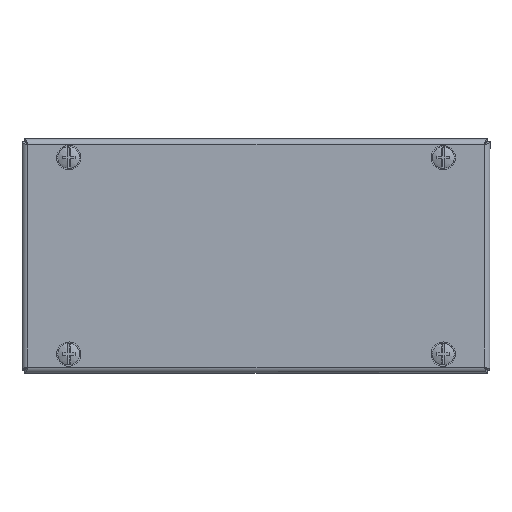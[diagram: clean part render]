
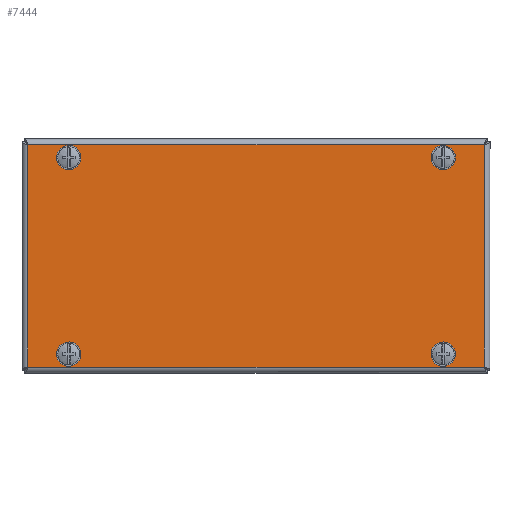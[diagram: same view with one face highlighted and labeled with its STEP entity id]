
A CAD part, top view. The second image highlights one B-rep face of the part: STEP entity #7444.
In plain terms, the highlighted face is planar.
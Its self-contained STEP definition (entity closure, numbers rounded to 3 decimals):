
#506=LINE('',#11039,#1102);
#507=LINE('',#11041,#1103);
#508=LINE('',#11043,#1104);
#509=LINE('',#11044,#1105);
#1102=VECTOR('',#8816,1000.);
#1103=VECTOR('',#8817,1000.);
#1104=VECTOR('',#8818,1000.);
#1105=VECTOR('',#8819,1000.);
#1695=PLANE('',#7979);
#1917=FACE_BOUND('',#2532,.T.);
#1918=FACE_BOUND('',#2533,.T.);
#1919=FACE_BOUND('',#2534,.T.);
#1920=FACE_BOUND('',#2535,.T.);
#2009=FACE_OUTER_BOUND('',#2531,.T.);
#2531=EDGE_LOOP('',(#5140,#5141,#5142,#5143));
#2532=EDGE_LOOP('',(#5144));
#2533=EDGE_LOOP('',(#5145));
#2534=EDGE_LOOP('',(#5146));
#2535=EDGE_LOOP('',(#5147));
#3128=CIRCLE('',#7968,4.);
#3130=CIRCLE('',#7971,4.);
#3132=CIRCLE('',#7974,4.);
#3134=CIRCLE('',#7977,4.);
#3408=VERTEX_POINT('',#11010);
#3410=VERTEX_POINT('',#11015);
#3412=VERTEX_POINT('',#11020);
#3414=VERTEX_POINT('',#11025);
#3419=VERTEX_POINT('',#11037);
#3420=VERTEX_POINT('',#11038);
#3421=VERTEX_POINT('',#11040);
#3422=VERTEX_POINT('',#11042);
#4052=EDGE_CURVE('',#3408,#3408,#3128,.T.);
#4054=EDGE_CURVE('',#3410,#3410,#3130,.T.);
#4056=EDGE_CURVE('',#3412,#3412,#3132,.T.);
#4058=EDGE_CURVE('',#3414,#3414,#3134,.T.);
#4063=EDGE_CURVE('',#3419,#3420,#506,.T.);
#4064=EDGE_CURVE('',#3420,#3421,#507,.T.);
#4065=EDGE_CURVE('',#3421,#3422,#508,.T.);
#4066=EDGE_CURVE('',#3422,#3419,#509,.T.);
#5140=ORIENTED_EDGE('',*,*,#4063,.T.);
#5141=ORIENTED_EDGE('',*,*,#4064,.T.);
#5142=ORIENTED_EDGE('',*,*,#4065,.T.);
#5143=ORIENTED_EDGE('',*,*,#4066,.T.);
#5144=ORIENTED_EDGE('',*,*,#4052,.F.);
#5145=ORIENTED_EDGE('',*,*,#4054,.F.);
#5146=ORIENTED_EDGE('',*,*,#4056,.F.);
#5147=ORIENTED_EDGE('',*,*,#4058,.F.);
#7444=ADVANCED_FACE('',(#2009,#1917,#1918,#1919,#1920),#1695,.F.);
#7968=AXIS2_PLACEMENT_3D('',#11011,#8788,#8789);
#7971=AXIS2_PLACEMENT_3D('',#11016,#8794,#8795);
#7974=AXIS2_PLACEMENT_3D('',#11021,#8800,#8801);
#7977=AXIS2_PLACEMENT_3D('',#11026,#8806,#8807);
#7979=AXIS2_PLACEMENT_3D('',#11036,#8814,#8815);
#8788=DIRECTION('center_axis',(0.,0.,-1.));
#8789=DIRECTION('ref_axis',(1.,0.,0.));
#8794=DIRECTION('center_axis',(0.,0.,-1.));
#8795=DIRECTION('ref_axis',(-1.,0.,0.));
#8800=DIRECTION('center_axis',(0.,0.,-1.));
#8801=DIRECTION('ref_axis',(1.,0.,0.));
#8806=DIRECTION('center_axis',(0.,0.,-1.));
#8807=DIRECTION('ref_axis',(-1.,0.,0.));
#8814=DIRECTION('center_axis',(0.,0.,1.));
#8815=DIRECTION('ref_axis',(1.,0.,0.));
#8816=DIRECTION('',(-1.,0.,0.));
#8817=DIRECTION('',(0.,1.,0.));
#8818=DIRECTION('',(1.,0.,0.));
#8819=DIRECTION('',(0.,-1.,0.));
#11010=CARTESIAN_POINT('',(76.,-42.,0.));
#11011=CARTESIAN_POINT('Origin',(80.,-42.,0.));
#11015=CARTESIAN_POINT('',(-84.,-42.,0.));
#11016=CARTESIAN_POINT('Origin',(-80.,-42.,0.));
#11020=CARTESIAN_POINT('',(-84.,42.,0.));
#11021=CARTESIAN_POINT('Origin',(-80.,42.,0.));
#11025=CARTESIAN_POINT('',(76.,42.,0.));
#11026=CARTESIAN_POINT('Origin',(80.,42.,0.));
#11036=CARTESIAN_POINT('Origin',(-100.,50.,0.));
#11037=CARTESIAN_POINT('',(97.5,-47.5,0.));
#11038=CARTESIAN_POINT('',(-97.5,-47.5,0.));
#11039=CARTESIAN_POINT('',(98.743,-47.5,0.));
#11040=CARTESIAN_POINT('',(-97.5,47.5,0.));
#11041=CARTESIAN_POINT('',(-97.5,-48.743,0.));
#11042=CARTESIAN_POINT('',(97.5,47.5,0.));
#11043=CARTESIAN_POINT('',(-98.743,47.5,0.));
#11044=CARTESIAN_POINT('',(97.5,48.743,0.));
